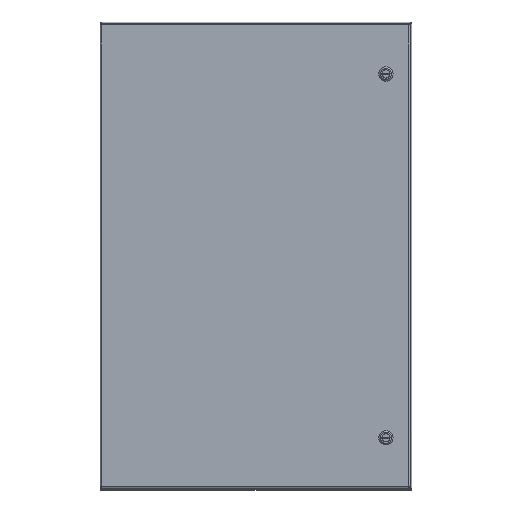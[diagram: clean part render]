
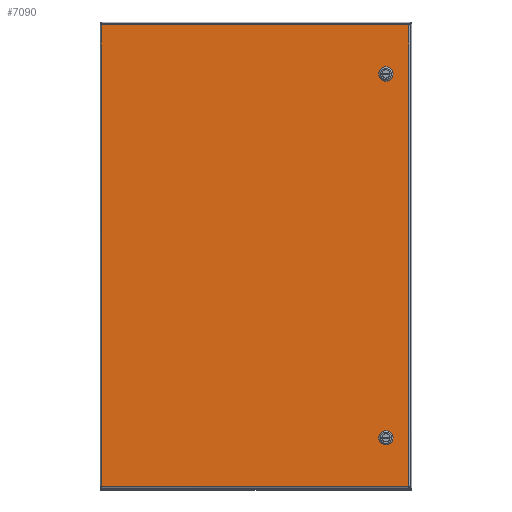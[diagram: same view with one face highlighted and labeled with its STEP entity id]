
A CAD part, top view. The second image highlights one B-rep face of the part: STEP entity #7090.
In plain terms, the highlighted face is planar.
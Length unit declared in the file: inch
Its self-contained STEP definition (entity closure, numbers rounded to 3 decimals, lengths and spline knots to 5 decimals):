
#5015=CARTESIAN_POINT('',(2.08762,4.275,0.0));
#5016=VERTEX_POINT('',#5015);
#5023=CARTESIAN_POINT('',(2.275,4.08762,0.0));
#5024=VERTEX_POINT('',#5023);
#5025=CARTESIAN_POINT('',(1.875,3.875,0.0));
#5026=DIRECTION('',(0.0,0.0,1.0));
#5027=DIRECTION('',(-0.469,-0.883,0.0));
#5028=AXIS2_PLACEMENT_3D('',#5025,#5026,#5027);
#5029=CIRCLE('',#5028,0.453);
#5030=EDGE_CURVE('',#5024,#5016,#5029,.T.);
#5055=CARTESIAN_POINT('',(2.275,3.66238,0.0));
#5056=VERTEX_POINT('',#5055);
#5057=CARTESIAN_POINT('',(2.275,3.66238,0.0));
#5058=DIRECTION('',(0.0,1.0,0.0));
#5059=VECTOR('',#5058,0.42525);
#5060=LINE('',#5057,#5059);
#5061=EDGE_CURVE('',#5056,#5024,#5060,.T.);
#5087=CARTESIAN_POINT('',(2.08762,3.475,0.0));
#5088=VERTEX_POINT('',#5087);
#5089=CARTESIAN_POINT('',(1.875,3.875,0.0));
#5090=DIRECTION('',(0.0,0.0,1.0));
#5091=DIRECTION('',(-0.883,0.469,0.0));
#5092=AXIS2_PLACEMENT_3D('',#5089,#5090,#5091);
#5093=CIRCLE('',#5092,0.453);
#5094=EDGE_CURVE('',#5088,#5056,#5093,.T.);
#5119=CARTESIAN_POINT('',(1.66238,3.475,0.0));
#5120=VERTEX_POINT('',#5119);
#5121=CARTESIAN_POINT('',(1.66238,3.475,0.0));
#5122=DIRECTION('',(1.0,0.0,0.0));
#5123=VECTOR('',#5122,0.42525);
#5124=LINE('',#5121,#5123);
#5125=EDGE_CURVE('',#5120,#5088,#5124,.T.);
#5151=CARTESIAN_POINT('',(1.475,3.66238,0.0));
#5152=VERTEX_POINT('',#5151);
#5153=CARTESIAN_POINT('',(1.875,3.875,0.0));
#5154=DIRECTION('',(0.0,0.0,1.0));
#5155=DIRECTION('',(0.469,0.883,0.0));
#5156=AXIS2_PLACEMENT_3D('',#5153,#5154,#5155);
#5157=CIRCLE('',#5156,0.453);
#5158=EDGE_CURVE('',#5152,#5120,#5157,.T.);
#5183=CARTESIAN_POINT('',(1.475,4.08762,0.0));
#5184=VERTEX_POINT('',#5183);
#5185=CARTESIAN_POINT('',(1.475,4.08762,0.0));
#5186=DIRECTION('',(0.0,-1.0,0.0));
#5187=VECTOR('',#5186,0.42525);
#5188=LINE('',#5185,#5187);
#5189=EDGE_CURVE('',#5184,#5152,#5188,.T.);
#5215=CARTESIAN_POINT('',(1.66238,4.275,0.0));
#5216=VERTEX_POINT('',#5215);
#5217=CARTESIAN_POINT('',(1.875,3.875,0.0));
#5218=DIRECTION('',(0.0,0.0,1.0));
#5219=DIRECTION('',(0.883,-0.469,0.0));
#5220=AXIS2_PLACEMENT_3D('',#5217,#5218,#5219);
#5221=CIRCLE('',#5220,0.453);
#5222=EDGE_CURVE('',#5216,#5184,#5221,.T.);
#5245=CARTESIAN_POINT('',(2.08762,4.275,0.0));
#5246=DIRECTION('',(-1.0,0.0,0.0));
#5247=VECTOR('',#5246,0.42525);
#5248=LINE('',#5245,#5247);
#5249=EDGE_CURVE('',#5016,#5216,#5248,.T.);
#5271=CARTESIAN_POINT('',(2.08762,32.275,0.0));
#5272=VERTEX_POINT('',#5271);
#5279=CARTESIAN_POINT('',(2.275,32.08762,0.0));
#5280=VERTEX_POINT('',#5279);
#5281=CARTESIAN_POINT('',(1.875,31.875,0.0));
#5282=DIRECTION('',(0.0,0.0,1.0));
#5283=DIRECTION('',(-0.469,-0.883,0.0));
#5284=AXIS2_PLACEMENT_3D('',#5281,#5282,#5283);
#5285=CIRCLE('',#5284,0.453);
#5286=EDGE_CURVE('',#5280,#5272,#5285,.T.);
#5311=CARTESIAN_POINT('',(2.275,31.66238,0.0));
#5312=VERTEX_POINT('',#5311);
#5313=CARTESIAN_POINT('',(2.275,31.66238,0.0));
#5314=DIRECTION('',(0.0,1.0,0.0));
#5315=VECTOR('',#5314,0.42525);
#5316=LINE('',#5313,#5315);
#5317=EDGE_CURVE('',#5312,#5280,#5316,.T.);
#5343=CARTESIAN_POINT('',(2.08762,31.475,0.0));
#5344=VERTEX_POINT('',#5343);
#5345=CARTESIAN_POINT('',(1.875,31.875,0.0));
#5346=DIRECTION('',(0.0,0.0,1.0));
#5347=DIRECTION('',(-0.883,0.469,0.0));
#5348=AXIS2_PLACEMENT_3D('',#5345,#5346,#5347);
#5349=CIRCLE('',#5348,0.453);
#5350=EDGE_CURVE('',#5344,#5312,#5349,.T.);
#5375=CARTESIAN_POINT('',(1.66238,31.475,0.0));
#5376=VERTEX_POINT('',#5375);
#5377=CARTESIAN_POINT('',(1.66238,31.475,0.0));
#5378=DIRECTION('',(1.0,0.0,0.0));
#5379=VECTOR('',#5378,0.42525);
#5380=LINE('',#5377,#5379);
#5381=EDGE_CURVE('',#5376,#5344,#5380,.T.);
#5407=CARTESIAN_POINT('',(1.475,31.66238,0.0));
#5408=VERTEX_POINT('',#5407);
#5409=CARTESIAN_POINT('',(1.875,31.875,0.0));
#5410=DIRECTION('',(0.0,0.0,1.0));
#5411=DIRECTION('',(0.469,0.883,0.0));
#5412=AXIS2_PLACEMENT_3D('',#5409,#5410,#5411);
#5413=CIRCLE('',#5412,0.453);
#5414=EDGE_CURVE('',#5408,#5376,#5413,.T.);
#5439=CARTESIAN_POINT('',(1.475,32.08762,0.0));
#5440=VERTEX_POINT('',#5439);
#5441=CARTESIAN_POINT('',(1.475,32.08762,0.0));
#5442=DIRECTION('',(0.0,-1.0,0.0));
#5443=VECTOR('',#5442,0.42525);
#5444=LINE('',#5441,#5443);
#5445=EDGE_CURVE('',#5440,#5408,#5444,.T.);
#5471=CARTESIAN_POINT('',(1.66238,32.275,0.0));
#5472=VERTEX_POINT('',#5471);
#5473=CARTESIAN_POINT('',(1.875,31.875,0.0));
#5474=DIRECTION('',(0.0,0.0,1.0));
#5475=DIRECTION('',(0.883,-0.469,0.0));
#5476=AXIS2_PLACEMENT_3D('',#5473,#5474,#5475);
#5477=CIRCLE('',#5476,0.453);
#5478=EDGE_CURVE('',#5472,#5440,#5477,.T.);
#5501=CARTESIAN_POINT('',(2.08762,32.275,0.0));
#5502=DIRECTION('',(-1.0,0.0,0.0));
#5503=VECTOR('',#5502,0.42525);
#5504=LINE('',#5501,#5503);
#5505=EDGE_CURVE('',#5272,#5472,#5504,.T.);
#6088=CARTESIAN_POINT('',(23.76975,0.10525,0.));
#6089=VERTEX_POINT('',#6088);
#6100=CARTESIAN_POINT('',(23.76975,35.64475,0.));
#6101=VERTEX_POINT('',#6100);
#6102=CARTESIAN_POINT('',(23.76975,35.64475,0.0));
#6103=DIRECTION('',(0.0,-1.0,0.0));
#6104=VECTOR('',#6103,35.5395);
#6105=LINE('',#6102,#6104);
#6106=EDGE_CURVE('',#6101,#6089,#6105,.T.);
#6258=CARTESIAN_POINT('',(0.10525,0.10525,0.));
#6259=VERTEX_POINT('',#6258);
#6270=CARTESIAN_POINT('',(23.76975,0.10525,0.0));
#6271=DIRECTION('',(-1.0,0.0,0.0));
#6272=VECTOR('',#6271,23.6645);
#6273=LINE('',#6270,#6272);
#6274=EDGE_CURVE('',#6089,#6259,#6273,.T.);
#6535=CARTESIAN_POINT('',(0.10525,35.64475,0.));
#6536=VERTEX_POINT('',#6535);
#6547=CARTESIAN_POINT('',(0.10525,0.10525,0.0));
#6548=DIRECTION('',(0.0,1.0,0.0));
#6549=VECTOR('',#6548,35.5395);
#6550=LINE('',#6547,#6549);
#6551=EDGE_CURVE('',#6259,#6536,#6550,.T.);
#6816=CARTESIAN_POINT('',(0.10525,35.64475,0.0));
#6817=DIRECTION('',(1.0,0.0,0.0));
#6818=VECTOR('',#6817,23.6645);
#6819=LINE('',#6816,#6818);
#6820=EDGE_CURVE('',#6536,#6101,#6819,.T.);
#7059=CARTESIAN_POINT('',(11.9375,17.875,0.0));
#7060=DIRECTION('',(0.0,0.0,1.0));
#7061=DIRECTION('',(1.0,0.0,0.0));
#7062=AXIS2_PLACEMENT_3D('',#7059,#7060,#7061);
#7063=PLANE('',#7062);
#7064=ORIENTED_EDGE('',*,*,#6106,.T.);
#7065=ORIENTED_EDGE('',*,*,#6274,.T.);
#7066=ORIENTED_EDGE('',*,*,#6551,.T.);
#7067=ORIENTED_EDGE('',*,*,#6820,.T.);
#7068=EDGE_LOOP('',(#7064,#7065,#7066,#7067));
#7069=FACE_OUTER_BOUND('',#7068,.T.);
#7070=ORIENTED_EDGE('',*,*,#5030,.T.);
#7071=ORIENTED_EDGE('',*,*,#5249,.T.);
#7072=ORIENTED_EDGE('',*,*,#5222,.T.);
#7073=ORIENTED_EDGE('',*,*,#5189,.T.);
#7074=ORIENTED_EDGE('',*,*,#5158,.T.);
#7075=ORIENTED_EDGE('',*,*,#5125,.T.);
#7076=ORIENTED_EDGE('',*,*,#5094,.T.);
#7077=ORIENTED_EDGE('',*,*,#5061,.T.);
#7078=EDGE_LOOP('',(#7070,#7071,#7072,#7073,#7074,#7075,#7076,#7077));
#7079=FACE_BOUND('',#7078,.T.);
#7080=ORIENTED_EDGE('',*,*,#5286,.T.);
#7081=ORIENTED_EDGE('',*,*,#5505,.T.);
#7082=ORIENTED_EDGE('',*,*,#5478,.T.);
#7083=ORIENTED_EDGE('',*,*,#5445,.T.);
#7084=ORIENTED_EDGE('',*,*,#5414,.T.);
#7085=ORIENTED_EDGE('',*,*,#5381,.T.);
#7086=ORIENTED_EDGE('',*,*,#5350,.T.);
#7087=ORIENTED_EDGE('',*,*,#5317,.T.);
#7088=EDGE_LOOP('',(#7080,#7081,#7082,#7083,#7084,#7085,#7086,#7087));
#7089=FACE_BOUND('',#7088,.T.);
#7090=ADVANCED_FACE('',(#7069,#7079,#7089),#7063,.F.);
